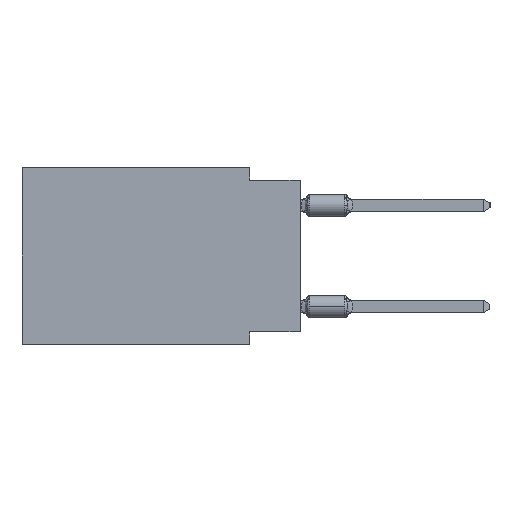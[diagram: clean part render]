
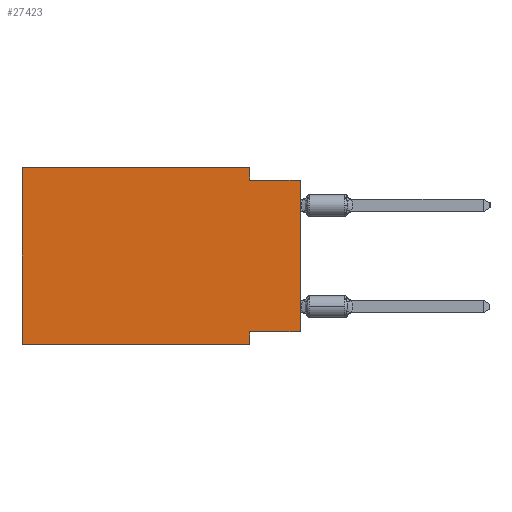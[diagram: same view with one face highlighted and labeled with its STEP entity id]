
A CAD part, left-side view. The second image highlights one B-rep face of the part: STEP entity #27423.
In plain terms, the highlighted planar face has unit normal (-1, 0, 0).
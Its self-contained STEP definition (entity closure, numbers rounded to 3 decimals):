
#751 = PLANE ( 'NONE',  #50291 ) ;
#1079 = CARTESIAN_POINT ( 'NONE',  ( 0., 0., -8.255 ) ) ;
#1640 = CARTESIAN_POINT ( 'NONE',  ( 0., 0., 0. ) ) ;
#2023 = ORIENTED_EDGE ( 'NONE', *, *, #55802, .F. ) ;
#2905 = DIRECTION ( 'NONE',  ( 0., -1., 0. ) ) ;
#3100 = DIRECTION ( 'NONE',  ( 0., 0., -1. ) ) ;
#4346 = ORIENTED_EDGE ( 'NONE', *, *, #20947, .F. ) ;
#5946 = CARTESIAN_POINT ( 'NONE',  ( 0., 13.97, 0. ) ) ;
#6870 = LINE ( 'NONE', #1640, #29686 ) ;
#7293 = LINE ( 'NONE', #27182, #54804 ) ;
#9013 = EDGE_LOOP ( 'NONE', ( #64192, #54531, #2023, #47495, #4346, #33026, #37264, #13796 ) ) ;
#11371 = VERTEX_POINT ( 'NONE', #47887 ) ;
#11639 = LINE ( 'NONE', #41650, #15273 ) ;
#11941 = CARTESIAN_POINT ( 'NONE',  ( 0., 2.54, -8.255 ) ) ;
#13796 = ORIENTED_EDGE ( 'NONE', *, *, #48061, .F. ) ;
#14528 = CARTESIAN_POINT ( 'NONE',  ( 0., 13.97, 0. ) ) ;
#15273 = VECTOR ( 'NONE', #31202, 1000. ) ;
#16748 = VERTEX_POINT ( 'NONE', #64444 ) ;
#17303 = VERTEX_POINT ( 'NONE', #37496 ) ;
#18783 = VECTOR ( 'NONE', #44192, 1000. ) ;
#19425 = CARTESIAN_POINT ( 'NONE',  ( 0., 2.54, -8.89 ) ) ;
#19716 = CARTESIAN_POINT ( 'NONE',  ( 0., 0., -8.255 ) ) ;
#20947 = EDGE_CURVE ( 'NONE', #11371, #61574, #27720, .T. ) ;
#21406 = EDGE_CURVE ( 'NONE', #17303, #47116, #11639, .T. ) ;
#22954 = DIRECTION ( 'NONE',  ( 0., -1., 0. ) ) ;
#22999 = CARTESIAN_POINT ( 'NONE',  ( 0., 2.54, 0. ) ) ;
#26510 = CARTESIAN_POINT ( 'NONE',  ( 0., 13.97, 0. ) ) ;
#27182 = CARTESIAN_POINT ( 'NONE',  ( 0., 13.97, 0. ) ) ;
#27423 = ADVANCED_FACE ( 'NONE', ( #30759 ), #751, .F. ) ;
#27720 = LINE ( 'NONE', #5946, #62311 ) ;
#29686 = VECTOR ( 'NONE', #46661, 1000. ) ;
#29785 = CARTESIAN_POINT ( 'NONE',  ( 0., 2.54, -8.89 ) ) ;
#30759 = FACE_OUTER_BOUND ( 'NONE', #9013, .T. ) ;
#31202 = DIRECTION ( 'NONE',  ( 0., -1., 0. ) ) ;
#31881 = EDGE_CURVE ( 'NONE', #59288, #47116, #6870, .T. ) ;
#33026 = ORIENTED_EDGE ( 'NONE', *, *, #62960, .T. ) ;
#35035 = LINE ( 'NONE', #1079, #42773 ) ;
#36615 = DIRECTION ( 'NONE',  ( 1., 0., 0. ) ) ;
#37178 = DIRECTION ( 'NONE',  ( 0., 0., 1. ) ) ;
#37264 = ORIENTED_EDGE ( 'NONE', *, *, #49230, .F. ) ;
#37496 = CARTESIAN_POINT ( 'NONE',  ( 0., 2.54, -0.635 ) ) ;
#41650 = CARTESIAN_POINT ( 'NONE',  ( 0., 0., -0.635 ) ) ;
#42037 = CARTESIAN_POINT ( 'NONE',  ( 0., 13.97, -8.89 ) ) ;
#42773 = VECTOR ( 'NONE', #54609, 1000. ) ;
#42885 = LINE ( 'NONE', #22999, #45056 ) ;
#44192 = DIRECTION ( 'NONE',  ( 0., 0., -1. ) ) ;
#45056 = VECTOR ( 'NONE', #3100, 1000. ) ;
#46661 = DIRECTION ( 'NONE',  ( 0., 0., 1. ) ) ;
#47116 = VERTEX_POINT ( 'NONE', #59354 ) ;
#47495 = ORIENTED_EDGE ( 'NONE', *, *, #62090, .F. ) ;
#47887 = CARTESIAN_POINT ( 'NONE',  ( 0., 13.97, -8.89 ) ) ;
#48061 = EDGE_CURVE ( 'NONE', #59288, #59107, #35035, .T. ) ;
#49230 = EDGE_CURVE ( 'NONE', #59107, #51049, #58573, .T. ) ;
#50291 = AXIS2_PLACEMENT_3D ( 'NONE', #26510, #36615, #50317 ) ;
#50317 = DIRECTION ( 'NONE',  ( 0., 0., -1. ) ) ;
#51049 = VERTEX_POINT ( 'NONE', #29785 ) ;
#54531 = ORIENTED_EDGE ( 'NONE', *, *, #21406, .F. ) ;
#54609 = DIRECTION ( 'NONE',  ( 0., 1., 0. ) ) ;
#54804 = VECTOR ( 'NONE', #22954, 1000. ) ;
#55802 = EDGE_CURVE ( 'NONE', #16748, #17303, #42885, .T. ) ;
#56390 = LINE ( 'NONE', #42037, #64309 ) ;
#58573 = LINE ( 'NONE', #19425, #18783 ) ;
#59107 = VERTEX_POINT ( 'NONE', #11941 ) ;
#59288 = VERTEX_POINT ( 'NONE', #19716 ) ;
#59354 = CARTESIAN_POINT ( 'NONE',  ( 0., 0., -0.635 ) ) ;
#61574 = VERTEX_POINT ( 'NONE', #14528 ) ;
#62090 = EDGE_CURVE ( 'NONE', #61574, #16748, #7293, .T. ) ;
#62311 = VECTOR ( 'NONE', #37178, 1000. ) ;
#62960 = EDGE_CURVE ( 'NONE', #11371, #51049, #56390, .T. ) ;
#64192 = ORIENTED_EDGE ( 'NONE', *, *, #31881, .T. ) ;
#64309 = VECTOR ( 'NONE', #2905, 1000. ) ;
#64444 = CARTESIAN_POINT ( 'NONE',  ( 0., 2.54, 0. ) ) ;
